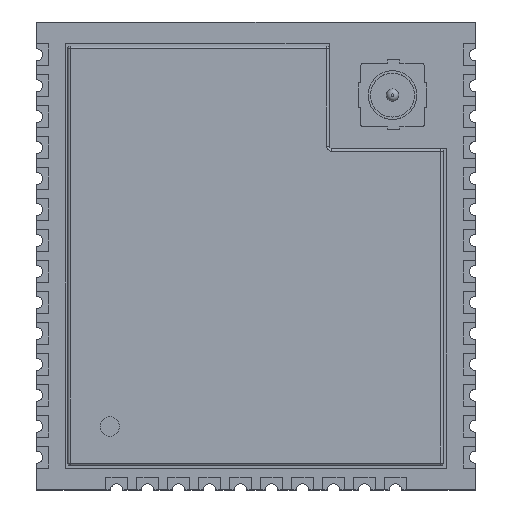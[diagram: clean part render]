
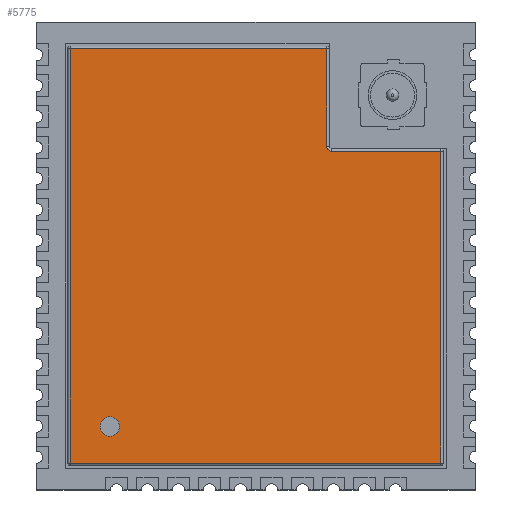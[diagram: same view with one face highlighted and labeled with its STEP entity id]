
A CAD part, top view. The second image highlights one B-rep face of the part: STEP entity #5775.
In plain terms, the highlighted planar face has unit normal (0, 0, 1).
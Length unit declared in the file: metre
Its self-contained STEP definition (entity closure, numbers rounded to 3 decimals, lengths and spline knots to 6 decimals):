
#14=LINE('',#8695,#743);
#15=LINE('',#8697,#744);
#18=LINE('',#8704,#747);
#19=LINE('',#8706,#748);
#109=LINE('',#9092,#838);
#110=LINE('',#9096,#839);
#743=VECTOR('',#7142,1.);
#744=VECTOR('',#7145,1.);
#747=VECTOR('',#7152,1.);
#748=VECTOR('',#7155,1.);
#838=VECTOR('',#7511,1.);
#839=VECTOR('',#7514,1.);
#1758=ORIENTED_EDGE('',*,*,#3243,.F.);
#1759=ORIENTED_EDGE('',*,*,#3252,.F.);
#1760=ORIENTED_EDGE('',*,*,#3251,.T.);
#1761=ORIENTED_EDGE('',*,*,#3246,.T.);
#1762=ORIENTED_EDGE('',*,*,#3426,.T.);
#1763=ORIENTED_EDGE('',*,*,#3427,.F.);
#1764=ORIENTED_EDGE('',*,*,#3428,.T.);
#1765=ORIENTED_EDGE('',*,*,#3247,.F.);
#3243=EDGE_CURVE('',#4090,#4090,#4652,.T.);
#3246=EDGE_CURVE('',#4083,#4092,#14,.T.);
#3247=EDGE_CURVE('',#4088,#4093,#15,.T.);
#3251=EDGE_CURVE('',#4086,#4083,#18,.T.);
#3252=EDGE_CURVE('',#4086,#4088,#19,.T.);
#3426=EDGE_CURVE('',#4092,#4258,#109,.T.);
#3427=EDGE_CURVE('',#4259,#4258,#4739,.T.);
#3428=EDGE_CURVE('',#4259,#4093,#110,.T.);
#4083=VERTEX_POINT('',#8671);
#4086=VERTEX_POINT('',#8678);
#4088=VERTEX_POINT('',#8683);
#4090=VERTEX_POINT('',#8689);
#4092=VERTEX_POINT('',#8694);
#4093=VERTEX_POINT('',#8698);
#4258=VERTEX_POINT('',#9093);
#4259=VERTEX_POINT('',#9095);
#4652=CIRCLE('',#6694,0.0004);
#4739=CIRCLE('',#6834,0.0002);
#4822=EDGE_LOOP('',(#1758));
#4823=EDGE_LOOP('',(#1759,#1760,#1761,#1762,#1763,#1764,#1765));
#5131=FACE_BOUND('',#4822,.T.);
#5132=FACE_BOUND('',#4823,.T.);
#5381=PLANE('',#6833);
#5775=ADVANCED_FACE('',(#5131,#5132),#5381,.T.);
#6694=AXIS2_PLACEMENT_3D('',#8688,#7135,#7136);
#6833=AXIS2_PLACEMENT_3D('',#9091,#7509,#7510);
#6834=AXIS2_PLACEMENT_3D('',#9094,#7512,#7513);
#7135=DIRECTION('',(0.,0.,1.));
#7136=DIRECTION('',(1.,0.,0.));
#7142=DIRECTION('',(0.,1.,0.));
#7145=DIRECTION('',(1.,0.,0.));
#7152=DIRECTION('',(1.,0.,0.));
#7155=DIRECTION('',(0.,1.,0.));
#7509=DIRECTION('',(0.,0.,1.));
#7510=DIRECTION('',(1.,0.,0.));
#7511=DIRECTION('',(-1.,0.,0.));
#7512=DIRECTION('',(0.,0.,1.));
#7513=DIRECTION('',(-1.,0.,0.));
#7514=DIRECTION('',(0.,1.,0.));
#8671=CARTESIAN_POINT('',(0.00758,-0.0085,0.0032));
#8678=CARTESIAN_POINT('',(-0.00762,-0.0085,0.0032));
#8683=CARTESIAN_POINT('',(-0.00762,0.0085,0.0032));
#8688=CARTESIAN_POINT('',(-0.006,-0.007,0.0032));
#8689=CARTESIAN_POINT('',(-0.0056,-0.007,0.0032));
#8694=CARTESIAN_POINT('',(0.00758,0.0043,0.0032));
#8695=CARTESIAN_POINT('',(0.00758,-0.0086,0.0032));
#8697=CARTESIAN_POINT('',(-0.00772,0.0085,0.0032));
#8698=CARTESIAN_POINT('',(0.0029,0.0085,0.0032));
#8704=CARTESIAN_POINT('',(-0.00772,-0.0085,0.0032));
#8706=CARTESIAN_POINT('',(-0.00762,-0.0086,0.0032));
#9091=CARTESIAN_POINT('',(-0.00772,-0.0086,0.0032));
#9092=CARTESIAN_POINT('',(0.00768,0.0043,0.0032));
#9093=CARTESIAN_POINT('',(0.0031,0.0043,0.0032));
#9094=CARTESIAN_POINT('',(0.0031,0.0045,0.0032));
#9095=CARTESIAN_POINT('',(0.0029,0.0045,0.0032));
#9096=CARTESIAN_POINT('',(0.0029,0.0044,0.0032));
